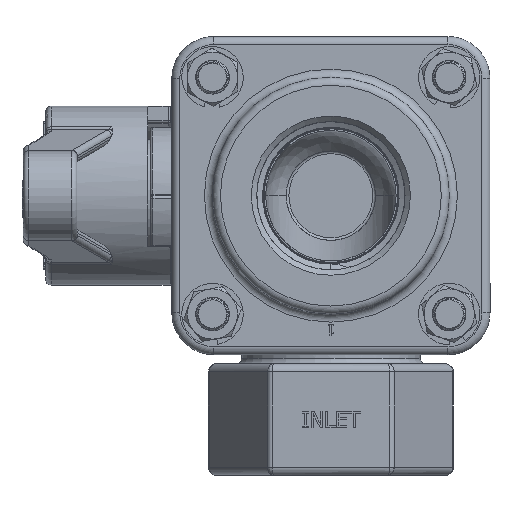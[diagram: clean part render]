
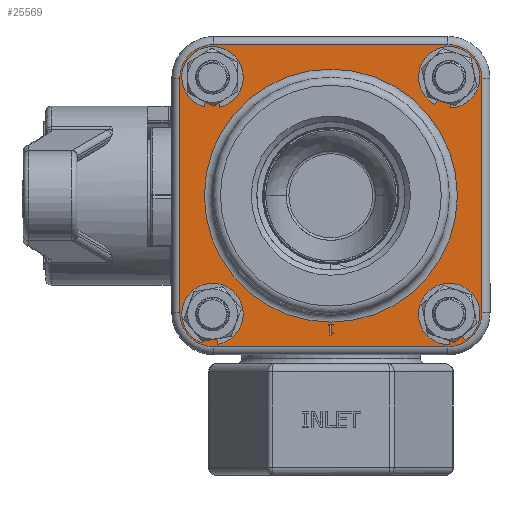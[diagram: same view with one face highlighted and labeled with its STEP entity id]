
A CAD part, left-side view. The second image highlights one B-rep face of the part: STEP entity #25569.
In plain terms, the highlighted planar face has unit normal (-1, 0, 0).
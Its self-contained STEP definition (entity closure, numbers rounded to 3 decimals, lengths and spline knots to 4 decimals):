
#626=FACE_BOUND('',#4006,.T.);
#627=FACE_BOUND('',#4007,.T.);
#628=FACE_BOUND('',#4008,.T.);
#629=FACE_BOUND('',#4009,.T.);
#630=FACE_BOUND('',#4010,.T.);
#631=FACE_BOUND('',#4011,.T.);
#918=PLANE('',#27938);
#2405=FACE_OUTER_BOUND('',#4005,.T.);
#4005=EDGE_LOOP('',(#19820,#19821,#19822,#19823,#19824,#19825,#19826,#19827));
#4006=EDGE_LOOP('',(#19828,#19829,#19830,#19831,#19832,#19833,#19834,#19835,
#19836,#19837,#19838));
#4007=EDGE_LOOP('',(#19839));
#4008=EDGE_LOOP('',(#19840));
#4009=EDGE_LOOP('',(#19841));
#4010=EDGE_LOOP('',(#19842));
#4011=EDGE_LOOP('',(#19843));
#5281=B_SPLINE_CURVE_WITH_KNOTS('',2,(#47002,#47003,#47004,#47005),
 .UNSPECIFIED.,.F.,.F.,(3,1,3),(0.,1.,2.),.UNSPECIFIED.);
#6081=CIRCLE('',#27937,1.415);
#6082=CIRCLE('',#27939,0.38);
#6083=CIRCLE('',#27940,0.38);
#6084=CIRCLE('',#27941,0.38);
#6085=CIRCLE('',#27942,0.38);
#6086=CIRCLE('',#27943,0.203);
#6087=CIRCLE('',#27944,0.203);
#6088=CIRCLE('',#27945,0.203);
#6089=CIRCLE('',#27946,0.203);
#7284=LINE('',#46963,#9469);
#7288=LINE('',#46971,#9473);
#7291=LINE('',#46977,#9476);
#7294=LINE('',#46983,#9479);
#7297=LINE('',#46989,#9482);
#7301=LINE('',#47014,#9486);
#7304=LINE('',#47020,#9489);
#7307=LINE('',#47026,#9492);
#7310=LINE('',#47032,#9495);
#7313=LINE('',#47037,#9498);
#7316=LINE('',#47066,#9501);
#7317=LINE('',#47070,#9502);
#7318=LINE('',#47074,#9503);
#7319=LINE('',#47077,#9504);
#9469=VECTOR('',#31835,0.3937);
#9473=VECTOR('',#31841,0.3937);
#9476=VECTOR('',#31846,0.3937);
#9479=VECTOR('',#31851,0.3937);
#9482=VECTOR('',#31856,0.3937);
#9486=VECTOR('',#31862,0.3937);
#9489=VECTOR('',#31867,0.3937);
#9492=VECTOR('',#31872,0.3937);
#9495=VECTOR('',#31877,0.3937);
#9498=VECTOR('',#31882,0.3937);
#9501=VECTOR('',#31917,0.3937);
#9502=VECTOR('',#31920,0.3937);
#9503=VECTOR('',#31923,0.3937);
#9504=VECTOR('',#31926,0.3937);
#11802=VERTEX_POINT('',#46961);
#11803=VERTEX_POINT('',#46962);
#11806=VERTEX_POINT('',#46970);
#11808=VERTEX_POINT('',#46976);
#11810=VERTEX_POINT('',#46982);
#11812=VERTEX_POINT('',#46988);
#11814=VERTEX_POINT('',#47001);
#11816=VERTEX_POINT('',#47013);
#11818=VERTEX_POINT('',#47019);
#11820=VERTEX_POINT('',#47025);
#11822=VERTEX_POINT('',#47031);
#11830=VERTEX_POINT('',#47058);
#11831=VERTEX_POINT('',#47062);
#11832=VERTEX_POINT('',#47063);
#11833=VERTEX_POINT('',#47065);
#11834=VERTEX_POINT('',#47067);
#11835=VERTEX_POINT('',#47069);
#11836=VERTEX_POINT('',#47071);
#11837=VERTEX_POINT('',#47073);
#11838=VERTEX_POINT('',#47075);
#11839=VERTEX_POINT('',#47078);
#11840=VERTEX_POINT('',#47080);
#11841=VERTEX_POINT('',#47082);
#11842=VERTEX_POINT('',#47084);
#14698=EDGE_CURVE('',#11802,#11803,#7284,.T.);
#14702=EDGE_CURVE('',#11803,#11806,#7288,.T.);
#14705=EDGE_CURVE('',#11806,#11808,#7291,.T.);
#14708=EDGE_CURVE('',#11808,#11810,#7294,.T.);
#14711=EDGE_CURVE('',#11810,#11812,#7297,.T.);
#14714=EDGE_CURVE('',#11812,#11814,#5281,.T.);
#14717=EDGE_CURVE('',#11814,#11816,#7301,.T.);
#14720=EDGE_CURVE('',#11816,#11818,#7304,.T.);
#14723=EDGE_CURVE('',#11818,#11820,#7307,.T.);
#14726=EDGE_CURVE('',#11820,#11822,#7310,.T.);
#14729=EDGE_CURVE('',#11822,#11802,#7313,.T.);
#14740=EDGE_CURVE('',#11830,#11830,#6081,.T.);
#14741=EDGE_CURVE('',#11831,#11832,#6082,.T.);
#14742=EDGE_CURVE('',#11833,#11831,#7316,.T.);
#14743=EDGE_CURVE('',#11834,#11833,#6083,.T.);
#14744=EDGE_CURVE('',#11835,#11834,#7317,.T.);
#14745=EDGE_CURVE('',#11836,#11835,#6084,.T.);
#14746=EDGE_CURVE('',#11837,#11836,#7318,.T.);
#14747=EDGE_CURVE('',#11838,#11837,#6085,.T.);
#14748=EDGE_CURVE('',#11832,#11838,#7319,.T.);
#14749=EDGE_CURVE('',#11839,#11839,#6086,.T.);
#14750=EDGE_CURVE('',#11840,#11840,#6087,.T.);
#14751=EDGE_CURVE('',#11841,#11841,#6088,.T.);
#14752=EDGE_CURVE('',#11842,#11842,#6089,.T.);
#19820=ORIENTED_EDGE('',*,*,#14741,.F.);
#19821=ORIENTED_EDGE('',*,*,#14742,.F.);
#19822=ORIENTED_EDGE('',*,*,#14743,.F.);
#19823=ORIENTED_EDGE('',*,*,#14744,.F.);
#19824=ORIENTED_EDGE('',*,*,#14745,.F.);
#19825=ORIENTED_EDGE('',*,*,#14746,.F.);
#19826=ORIENTED_EDGE('',*,*,#14747,.F.);
#19827=ORIENTED_EDGE('',*,*,#14748,.F.);
#19828=ORIENTED_EDGE('',*,*,#14698,.T.);
#19829=ORIENTED_EDGE('',*,*,#14702,.T.);
#19830=ORIENTED_EDGE('',*,*,#14705,.T.);
#19831=ORIENTED_EDGE('',*,*,#14708,.T.);
#19832=ORIENTED_EDGE('',*,*,#14711,.T.);
#19833=ORIENTED_EDGE('',*,*,#14714,.T.);
#19834=ORIENTED_EDGE('',*,*,#14717,.T.);
#19835=ORIENTED_EDGE('',*,*,#14720,.T.);
#19836=ORIENTED_EDGE('',*,*,#14723,.T.);
#19837=ORIENTED_EDGE('',*,*,#14726,.T.);
#19838=ORIENTED_EDGE('',*,*,#14729,.T.);
#19839=ORIENTED_EDGE('',*,*,#14749,.T.);
#19840=ORIENTED_EDGE('',*,*,#14750,.T.);
#19841=ORIENTED_EDGE('',*,*,#14751,.T.);
#19842=ORIENTED_EDGE('',*,*,#14752,.T.);
#19843=ORIENTED_EDGE('',*,*,#14740,.F.);
#25569=ADVANCED_FACE('',(#2405,#626,#627,#628,#629,#630,#631),#918,.T.);
#27937=AXIS2_PLACEMENT_3D('',#47060,#31911,#31912);
#27938=AXIS2_PLACEMENT_3D('',#47061,#31913,#31914);
#27939=AXIS2_PLACEMENT_3D('',#47064,#31915,#31916);
#27940=AXIS2_PLACEMENT_3D('',#47068,#31918,#31919);
#27941=AXIS2_PLACEMENT_3D('',#47072,#31921,#31922);
#27942=AXIS2_PLACEMENT_3D('',#47076,#31924,#31925);
#27943=AXIS2_PLACEMENT_3D('',#47079,#31927,#31928);
#27944=AXIS2_PLACEMENT_3D('',#47081,#31929,#31930);
#27945=AXIS2_PLACEMENT_3D('',#47083,#31931,#31932);
#27946=AXIS2_PLACEMENT_3D('',#47085,#31933,#31934);
#31835=DIRECTION('',(0.,1.,0.));
#31841=DIRECTION('',(0.,0.,1.));
#31846=DIRECTION('',(0.,1.,0.));
#31851=DIRECTION('',(0.,0.,-1.));
#31856=DIRECTION('',(0.,1.,0.));
#31862=DIRECTION('',(0.,0.,1.));
#31867=DIRECTION('',(0.,-1.,0.));
#31872=DIRECTION('',(0.,0.,1.));
#31877=DIRECTION('',(0.,-1.,0.));
#31882=DIRECTION('',(0.,0.,-1.));
#31911=DIRECTION('center_axis',(-1.,0.,0.));
#31912=DIRECTION('ref_axis',(0.,-1.,0.));
#31913=DIRECTION('center_axis',(-1.,0.,0.));
#31914=DIRECTION('ref_axis',(0.,0.,1.));
#31915=DIRECTION('center_axis',(1.,0.,0.));
#31916=DIRECTION('ref_axis',(0.,0.707,-0.707));
#31917=DIRECTION('',(0.,1.,0.));
#31918=DIRECTION('center_axis',(1.,0.,0.));
#31919=DIRECTION('ref_axis',(0.,-0.707,-0.707));
#31920=DIRECTION('',(0.,0.,-1.));
#31921=DIRECTION('center_axis',(1.,0.,0.));
#31922=DIRECTION('ref_axis',(0.,-0.707,0.707));
#31923=DIRECTION('',(0.,-1.,0.));
#31924=DIRECTION('center_axis',(1.,0.,0.));
#31925=DIRECTION('ref_axis',(0.,0.707,0.707));
#31926=DIRECTION('',(0.,0.,1.));
#31927=DIRECTION('center_axis',(1.,0.,0.));
#31928=DIRECTION('ref_axis',(0.,0.,-1.));
#31929=DIRECTION('center_axis',(1.,0.,0.));
#31930=DIRECTION('ref_axis',(0.,0.,-1.));
#31931=DIRECTION('center_axis',(1.,0.,0.));
#31932=DIRECTION('ref_axis',(0.,0.,-1.));
#31933=DIRECTION('center_axis',(1.,0.,0.));
#31934=DIRECTION('ref_axis',(0.,0.,-1.));
#46961=CARTESIAN_POINT('',(0.,1.4398,-0.0268));
#46962=CARTESIAN_POINT('',(0.,1.4521,-0.0268));
#46963=CARTESIAN_POINT('',(0.,1.616,-0.0268));
#46970=CARTESIAN_POINT('',(0.,1.4521,-0.0051));
#46971=CARTESIAN_POINT('',(0.,1.4521,-0.0025));
#46976=CARTESIAN_POINT('',(0.,1.5325,-0.0051));
#46977=CARTESIAN_POINT('',(0.,1.6562,-0.0051));
#46982=CARTESIAN_POINT('',(0.,1.5325,-0.0268));
#46983=CARTESIAN_POINT('',(0.,1.5325,-0.0134));
#46988=CARTESIAN_POINT('',(0.,1.5435,-0.0268));
#46989=CARTESIAN_POINT('',(0.,1.6617,-0.0268));
#47001=CARTESIAN_POINT('',(0.,1.5602,-0.002));
#47002=CARTESIAN_POINT('Ctrl Pts',(0.,1.5435,
-0.0268));
#47003=CARTESIAN_POINT('Ctrl Pts',(0.,1.5435,
-0.0145));
#47004=CARTESIAN_POINT('Ctrl Pts',(0.,1.5505,
-0.0028));
#47005=CARTESIAN_POINT('Ctrl Pts',(0.,1.5602,
-0.002));
#47013=CARTESIAN_POINT('',(0.,1.5602,0.0104));
#47014=CARTESIAN_POINT('',(0.,1.5602,0.0052));
#47019=CARTESIAN_POINT('',(0.,1.4521,0.0104));
#47020=CARTESIAN_POINT('',(0.,1.616,0.0104));
#47025=CARTESIAN_POINT('',(0.,1.4521,0.0317));
#47026=CARTESIAN_POINT('',(0.,1.4521,0.0159));
#47031=CARTESIAN_POINT('',(0.,1.4398,0.0317));
#47032=CARTESIAN_POINT('',(0.,1.6099,0.0317));
#47037=CARTESIAN_POINT('',(0.,1.4398,-0.0134));
#47058=CARTESIAN_POINT('',(0.,0.,1.415));
#47060=CARTESIAN_POINT('Origin',(0.,0.,0.));
#47061=CARTESIAN_POINT('Origin',(0.,1.78,0.));
#47062=CARTESIAN_POINT('',(0.,1.31,-1.69));
#47063=CARTESIAN_POINT('',(0.,1.69,-1.31));
#47064=CARTESIAN_POINT('Origin',(0.,1.31,-1.31));
#47065=CARTESIAN_POINT('',(0.,-1.31,-1.69));
#47066=CARTESIAN_POINT('',(0.,0.,-1.69));
#47067=CARTESIAN_POINT('',(0.,-1.69,-1.31));
#47068=CARTESIAN_POINT('Origin',(0.,-1.31,-1.31));
#47069=CARTESIAN_POINT('',(0.,-1.69,1.31));
#47070=CARTESIAN_POINT('',(0.,-1.69,0.89));
#47071=CARTESIAN_POINT('',(0.,-1.31,1.69));
#47072=CARTESIAN_POINT('Origin',(0.,-1.31,1.31));
#47073=CARTESIAN_POINT('',(0.,1.31,1.69));
#47074=CARTESIAN_POINT('',(0.,1.78,1.69));
#47075=CARTESIAN_POINT('',(0.,1.69,1.31));
#47076=CARTESIAN_POINT('Origin',(0.,1.31,1.31));
#47077=CARTESIAN_POINT('',(0.,1.69,-0.89));
#47078=CARTESIAN_POINT('',(0.,-1.324,1.527));
#47079=CARTESIAN_POINT('Origin',(0.,-1.324,1.324));
#47080=CARTESIAN_POINT('',(0.,1.324,-1.121));
#47081=CARTESIAN_POINT('Origin',(0.,1.324,-1.324));
#47082=CARTESIAN_POINT('',(0.,1.324,1.527));
#47083=CARTESIAN_POINT('Origin',(0.,1.324,1.324));
#47084=CARTESIAN_POINT('',(0.,-1.324,-1.121));
#47085=CARTESIAN_POINT('Origin',(0.,-1.324,-1.324));
